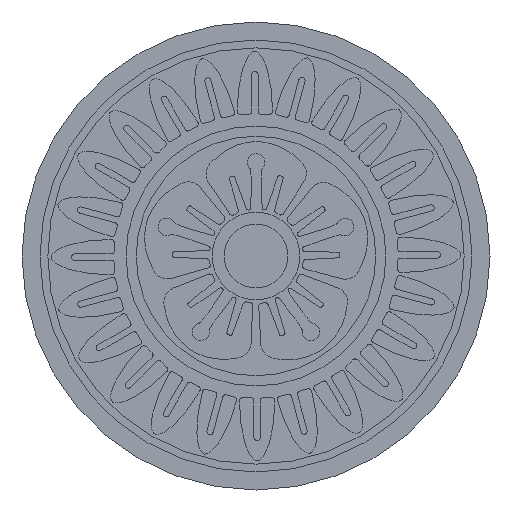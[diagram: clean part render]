
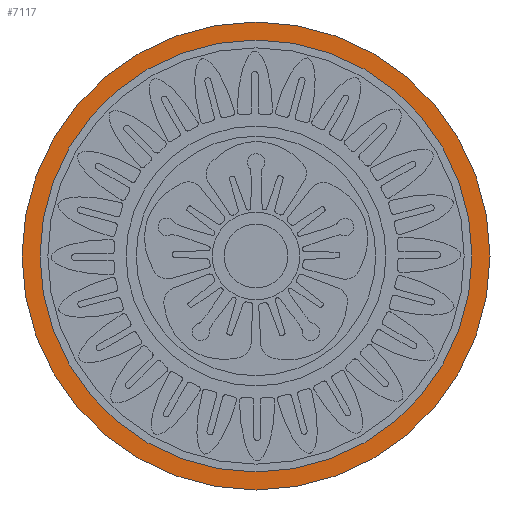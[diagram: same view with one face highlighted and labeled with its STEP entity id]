
A CAD part, front view. The second image highlights one B-rep face of the part: STEP entity #7117.
In plain terms, the highlighted planar face has unit normal (0, -1, 0).
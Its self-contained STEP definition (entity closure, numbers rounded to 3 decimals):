
#124 = AXIS2_PLACEMENT_3D ( 'NONE', #803, #6365, #9236 ) ;
#327 = CIRCLE ( 'NONE', #124, 34.5 ) ;
#456 = ORIENTED_EDGE ( 'NONE', *, *, #9917, .F. ) ;
#701 = EDGE_CURVE ( 'NONE', #9589, #15980, #14074, .T. ) ;
#803 = CARTESIAN_POINT ( 'NONE',  ( 0., 0., 0. ) ) ;
#849 = PLANE ( 'NONE',  #5567 ) ;
#945 = CARTESIAN_POINT ( 'NONE',  ( 0., 0., 0. ) ) ;
#1668 = AXIS2_PLACEMENT_3D ( 'NONE', #17690, #7813, #7874 ) ;
#2143 = DIRECTION ( 'NONE',  ( 0., 1., 0. ) ) ;
#2259 = DIRECTION ( 'NONE',  ( 0., 0., 1. ) ) ;
#2716 = EDGE_LOOP ( 'NONE', ( #456, #16984 ) ) ;
#3025 = EDGE_CURVE ( 'NONE', #15980, #9589, #16850, .T. ) ;
#5117 = VERTEX_POINT ( 'NONE', #16559 ) ;
#5567 = AXIS2_PLACEMENT_3D ( 'NONE', #10755, #2143, #2259 ) ;
#5713 = CARTESIAN_POINT ( 'NONE',  ( 0., 0., -37.375 ) ) ;
#5817 = ORIENTED_EDGE ( 'NONE', *, *, #701, .T. ) ;
#5976 = ORIENTED_EDGE ( 'NONE', *, *, #3025, .T. ) ;
#6365 = DIRECTION ( 'NONE',  ( 0., -1., 0. ) ) ;
#6671 = DIRECTION ( 'NONE',  ( 0., 0., -1. ) ) ;
#7117 = ADVANCED_FACE ( 'NONE', ( #13603, #14474 ), #849, .F. ) ;
#7446 = EDGE_CURVE ( 'NONE', #13117, #5117, #327, .T. ) ;
#7813 = DIRECTION ( 'NONE',  ( 0., -1., 0. ) ) ;
#7874 = DIRECTION ( 'NONE',  ( 0., 0., -1. ) ) ;
#8038 = DIRECTION ( 'NONE',  ( 0., -1., 0. ) ) ;
#9236 = DIRECTION ( 'NONE',  ( 0., 0., -1. ) ) ;
#9317 = AXIS2_PLACEMENT_3D ( 'NONE', #16489, #8038, #6671 ) ;
#9589 = VERTEX_POINT ( 'NONE', #12755 ) ;
#9917 = EDGE_CURVE ( 'NONE', #5117, #13117, #11727, .T. ) ;
#10006 = AXIS2_PLACEMENT_3D ( 'NONE', #945, #18086, #10981 ) ;
#10755 = CARTESIAN_POINT ( 'NONE',  ( 0., 0., 0. ) ) ;
#10981 = DIRECTION ( 'NONE',  ( 0., 0., -1. ) ) ;
#11727 = CIRCLE ( 'NONE', #1668, 34.5 ) ;
#12755 = CARTESIAN_POINT ( 'NONE',  ( 0., 0., 37.375 ) ) ;
#13117 = VERTEX_POINT ( 'NONE', #14546 ) ;
#13603 = FACE_BOUND ( 'NONE', #2716, .T. ) ;
#13669 = EDGE_LOOP ( 'NONE', ( #5976, #5817 ) ) ;
#14074 = CIRCLE ( 'NONE', #10006, 37.375 ) ;
#14474 = FACE_OUTER_BOUND ( 'NONE', #13669, .T. ) ;
#14546 = CARTESIAN_POINT ( 'NONE',  ( 0., 0., 34.5 ) ) ;
#15980 = VERTEX_POINT ( 'NONE', #5713 ) ;
#16489 = CARTESIAN_POINT ( 'NONE',  ( 0., 0., 0. ) ) ;
#16559 = CARTESIAN_POINT ( 'NONE',  ( 0., 0., -34.5 ) ) ;
#16850 = CIRCLE ( 'NONE', #9317, 37.375 ) ;
#16984 = ORIENTED_EDGE ( 'NONE', *, *, #7446, .F. ) ;
#17690 = CARTESIAN_POINT ( 'NONE',  ( 0., 0., 0. ) ) ;
#18086 = DIRECTION ( 'NONE',  ( 0., -1., 0. ) ) ;
